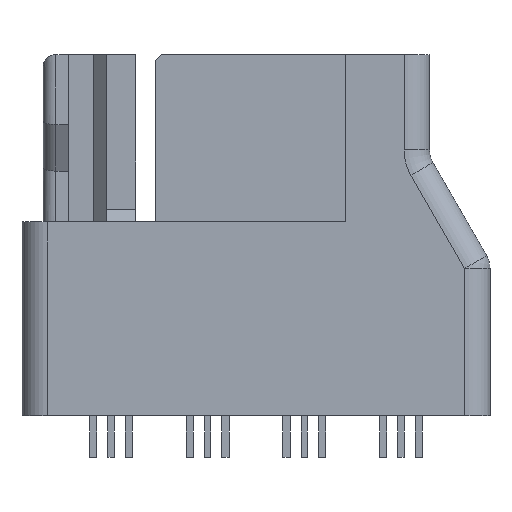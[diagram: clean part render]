
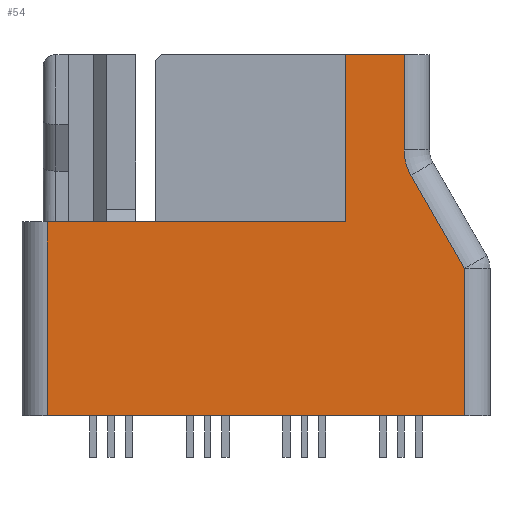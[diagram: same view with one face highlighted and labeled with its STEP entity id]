
A CAD part, left-side view. The second image highlights one B-rep face of the part: STEP entity #54.
In plain terms, the highlighted planar face has unit normal (-1, 0, 0).
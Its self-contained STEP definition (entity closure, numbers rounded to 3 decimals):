
#54=ADVANCED_FACE('',(#591),#592,.F.);
#591=FACE_OUTER_BOUND('',#1728,.T.);
#592=PLANE('',#1729);
#1728=EDGE_LOOP('',(#2905,#2906,#2907,#2908,#2909,#2910,#2911,#2912,#2913,#2914,#2915));
#1729=AXIS2_PLACEMENT_3D('',#2916,#2917,#2918);
#2905=ORIENTED_EDGE('',*,*,#7055,.T.);
#2906=ORIENTED_EDGE('',*,*,#7056,.T.);
#2907=ORIENTED_EDGE('',*,*,#7057,.T.);
#2908=ORIENTED_EDGE('',*,*,#7058,.F.);
#2909=ORIENTED_EDGE('',*,*,#7059,.T.);
#2910=ORIENTED_EDGE('',*,*,#7060,.F.);
#2911=ORIENTED_EDGE('',*,*,#7061,.T.);
#2912=ORIENTED_EDGE('',*,*,#7062,.T.);
#2913=ORIENTED_EDGE('',*,*,#7063,.T.);
#2914=ORIENTED_EDGE('',*,*,#7064,.F.);
#2915=ORIENTED_EDGE('',*,*,#7065,.T.);
#2916=CARTESIAN_POINT('',(-7.575,0.0,0.0));
#2917=DIRECTION('',(1.0,0.0,0.0));
#2918=DIRECTION('',(0.0,1.0,0.0));
#7055=EDGE_CURVE('',#8376,#8377,#8378,.T.);
#7056=EDGE_CURVE('',#8377,#8379,#8380,.T.);
#7057=EDGE_CURVE('',#8379,#8381,#8382,.T.);
#7058=EDGE_CURVE('',#8383,#8381,#8384,.T.);
#7059=EDGE_CURVE('',#8383,#8385,#8386,.T.);
#7060=EDGE_CURVE('',#8387,#8385,#8388,.T.);
#7061=EDGE_CURVE('',#8387,#8389,#8390,.T.);
#7062=EDGE_CURVE('',#8389,#8391,#8392,.T.);
#7063=EDGE_CURVE('',#8391,#8393,#8394,.T.);
#7064=EDGE_CURVE('',#8395,#8393,#8396,.T.);
#7065=EDGE_CURVE('',#8395,#8376,#8397,.T.);
#8376=VERTEX_POINT('',#10535);
#8377=VERTEX_POINT('',#10536);
#8378=LINE('',#10537,#10538);
#8379=VERTEX_POINT('',#10539);
#8380=CIRCLE('',#10540,2.0);
#8381=VERTEX_POINT('',#10541);
#8382=LINE('',#10542,#10543);
#8383=VERTEX_POINT('',#10544);
#8384=LINE('',#10545,#10546);
#8385=VERTEX_POINT('',#10547);
#8386=LINE('',#10548,#10549);
#8387=VERTEX_POINT('',#10550);
#8388=LINE('',#10551,#10552);
#8389=VERTEX_POINT('',#10553);
#8390=LINE('',#10554,#10555);
#8391=VERTEX_POINT('',#10556);
#8392=LINE('',#10557,#10558);
#8393=VERTEX_POINT('',#10559);
#8394=LINE('',#10560,#10561);
#8395=VERTEX_POINT('',#10562);
#8396=LINE('',#10563,#10564);
#8397=LINE('',#10565,#10566);
#10535=CARTESIAN_POINT('',(-7.575,-8.2,-8.408));
#10536=CARTESIAN_POINT('',(-7.575,-6.088,-4.75));
#10537=CARTESIAN_POINT('',(-7.575,-8.2,-8.408));
#10538=VECTOR('',#13825,4.224);
#10539=CARTESIAN_POINT('',(-7.575,-5.82,-3.75));
#10540=AXIS2_PLACEMENT_3D('',#13826,#13827,#13828);
#10541=CARTESIAN_POINT('',(-7.575,-5.82,0.0));
#10542=CARTESIAN_POINT('',(-7.575,-5.82,-3.75));
#10543=VECTOR('',#13829,3.75);
#10544=CARTESIAN_POINT('',(-7.575,-3.5,0.0));
#10545=CARTESIAN_POINT('',(-7.575,-3.5,0.0));
#10546=VECTOR('',#13830,2.32);
#10547=CARTESIAN_POINT('',(-7.575,-3.5,-6.58));
#10548=CARTESIAN_POINT('',(-7.575,-3.5,0.0));
#10549=VECTOR('',#13831,6.58);
#10550=CARTESIAN_POINT('',(-7.575,4.72,-6.58));
#10551=CARTESIAN_POINT('',(-7.575,4.72,-6.58));
#10552=VECTOR('',#13832,8.22);
#10553=CARTESIAN_POINT('',(-7.575,5.87,-6.58));
#10554=CARTESIAN_POINT('',(-7.575,4.72,-6.58));
#10555=VECTOR('',#13833,1.15);
#10556=CARTESIAN_POINT('',(-7.575,8.2,-6.58));
#10557=CARTESIAN_POINT('',(-7.575,5.87,-6.58));
#10558=VECTOR('',#13834,2.33);
#10559=CARTESIAN_POINT('',(-7.575,8.2,-14.2));
#10560=CARTESIAN_POINT('',(-7.575,8.2,-6.58));
#10561=VECTOR('',#13835,7.62);
#10562=CARTESIAN_POINT('',(-7.575,-8.2,-14.2));
#10563=CARTESIAN_POINT('',(-7.575,-8.2,-14.2));
#10564=VECTOR('',#13836,16.4);
#10565=CARTESIAN_POINT('',(-7.575,-8.2,-14.2));
#10566=VECTOR('',#13837,5.792);
#13825=DIRECTION('',(0.0,0.5,0.866));
#13826=CARTESIAN_POINT('',(-7.575,-7.82,-3.75));
#13827=DIRECTION('',(1.0,0.0,0.0));
#13828=DIRECTION('',(0.0,0.866,-0.5));
#13829=DIRECTION('',(0.0,0.,1.0));
#13830=DIRECTION('',(0.0,-1.0,0.0));
#13831=DIRECTION('',(0.0,0.0,-1.0));
#13832=DIRECTION('',(0.0,-1.0,0.0));
#13833=DIRECTION('',(0.0,1.0,0.0));
#13834=DIRECTION('',(0.0,1.0,0.0));
#13835=DIRECTION('',(0.0,0.0,-1.0));
#13836=DIRECTION('',(0.0,1.0,0.0));
#13837=DIRECTION('',(0.0,0.0,1.0));
